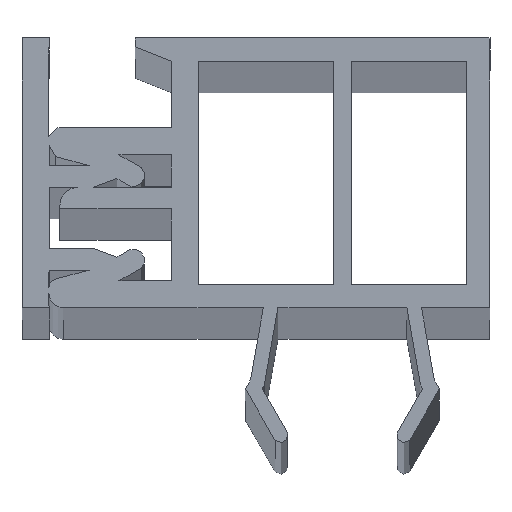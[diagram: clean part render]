
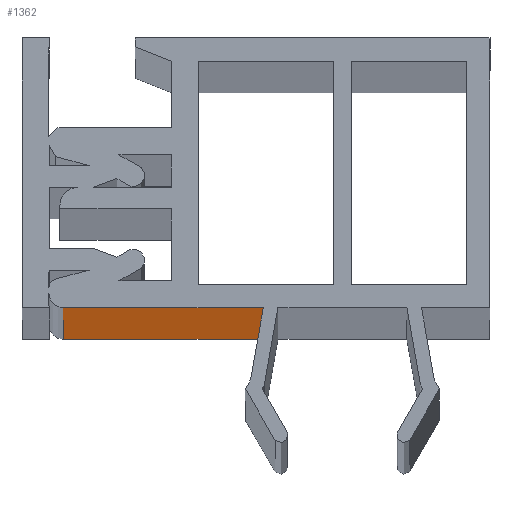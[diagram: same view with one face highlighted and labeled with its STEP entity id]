
A CAD part, top view. The second image highlights one B-rep face of the part: STEP entity #1362.
In plain terms, the highlighted planar face has unit normal (0, -1, 0).
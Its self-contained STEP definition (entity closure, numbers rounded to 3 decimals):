
#79=FACE_OUTER_BOUND('',#146,.T.);
#146=EDGE_LOOP('',(#1005,#1006,#1007,#1008));
#282=LINE('',#2032,#463);
#284=LINE('',#2036,#465);
#285=LINE('',#2038,#466);
#286=LINE('',#2039,#467);
#463=VECTOR('',#1659,10.);
#465=VECTOR('',#1663,10.);
#466=VECTOR('',#1664,10.);
#467=VECTOR('',#1665,10.);
#618=VERTEX_POINT('',#2029);
#619=VERTEX_POINT('',#2031);
#620=VERTEX_POINT('',#2035);
#621=VERTEX_POINT('',#2037);
#778=EDGE_CURVE('',#619,#618,#282,.T.);
#780=EDGE_CURVE('',#620,#618,#284,.T.);
#781=EDGE_CURVE('',#621,#620,#285,.T.);
#782=EDGE_CURVE('',#619,#621,#286,.T.);
#1005=ORIENTED_EDGE('',*,*,#778,.T.);
#1006=ORIENTED_EDGE('',*,*,#780,.F.);
#1007=ORIENTED_EDGE('',*,*,#781,.F.);
#1008=ORIENTED_EDGE('',*,*,#782,.F.);
#1300=PLANE('',#1453);
#1362=ADVANCED_FACE('',(#79),#1300,.T.);
#1453=AXIS2_PLACEMENT_3D('',#2034,#1661,#1662);
#1659=DIRECTION('',(0.,0.,1.));
#1661=DIRECTION('center_axis',(0.,-1.,0.));
#1662=DIRECTION('ref_axis',(1.,0.,0.));
#1663=DIRECTION('',(1.,0.,0.));
#1664=DIRECTION('',(0.,0.,1.));
#1665=DIRECTION('',(-1.,0.,0.));
#2029=CARTESIAN_POINT('',(10.305,-6.7,500.));
#2031=CARTESIAN_POINT('',(10.305,-6.7,-500.));
#2032=CARTESIAN_POINT('',(10.305,-6.7,0.));
#2034=CARTESIAN_POINT('Origin',(-0.8,-6.7,0.));
#2035=CARTESIAN_POINT('',(-0.8,-6.7,500.));
#2036=CARTESIAN_POINT('',(-0.8,-6.7,500.));
#2037=CARTESIAN_POINT('',(-0.8,-6.7,-500.));
#2038=CARTESIAN_POINT('',(-0.8,-6.7,0.));
#2039=CARTESIAN_POINT('',(-0.8,-6.7,-500.));
